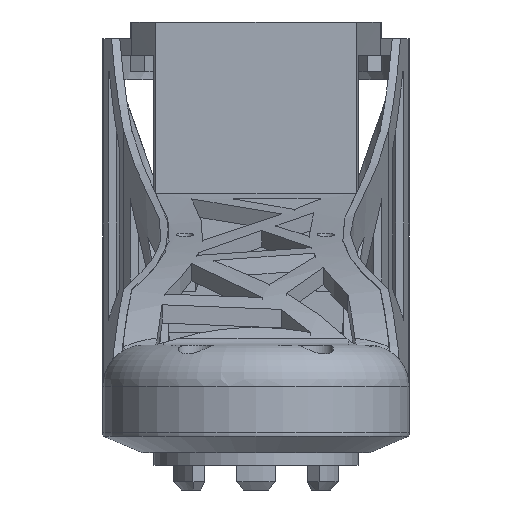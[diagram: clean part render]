
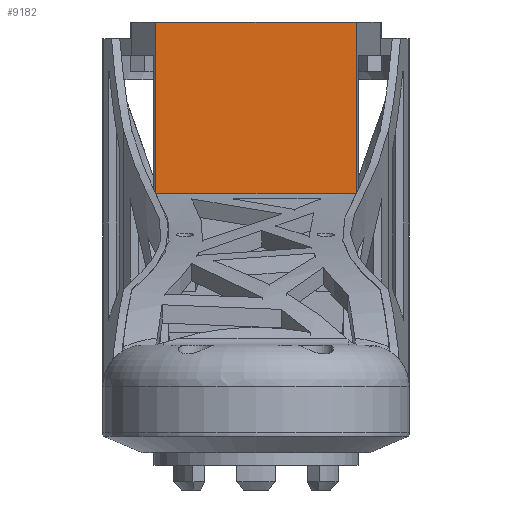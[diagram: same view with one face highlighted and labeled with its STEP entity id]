
A CAD part, front view. The second image highlights one B-rep face of the part: STEP entity #9182.
In plain terms, the highlighted planar face has unit normal (0, -1, 0).
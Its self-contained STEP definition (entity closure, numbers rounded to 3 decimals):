
#499 = CARTESIAN_POINT ( 'NONE',  ( 16.714, 99., 29.613 ) ) ;
#709 = LINE ( 'NONE', #18253, #16827 ) ;
#1547 = CARTESIAN_POINT ( 'NONE',  ( 16.714, 99., 5.387 ) ) ;
#2045 = CARTESIAN_POINT ( 'NONE',  ( 40., 99., 29.613 ) ) ;
#2106 = VERTEX_POINT ( 'NONE', #17054 ) ;
#2203 = VERTEX_POINT ( 'NONE', #499 ) ;
#3440 = VECTOR ( 'NONE', #14559, 1000. ) ;
#5578 = DIRECTION ( 'NONE',  ( 0., 1., 0. ) ) ;
#6589 = EDGE_CURVE ( 'NONE', #2106, #2203, #12568, .T. ) ;
#7616 = FACE_OUTER_BOUND ( 'NONE', #16371, .T. ) ;
#7844 = VERTEX_POINT ( 'NONE', #14496 ) ;
#8583 = VECTOR ( 'NONE', #10363, 1000. ) ;
#9016 = ORIENTED_EDGE ( 'NONE', *, *, #13514, .F. ) ;
#9182 = ADVANCED_FACE ( 'NONE', ( #7616 ), #21577, .F. ) ;
#10266 = EDGE_CURVE ( 'NONE', #22015, #7844, #12060, .T. ) ;
#10363 = DIRECTION ( 'NONE',  ( -1., 0., 0. ) ) ;
#10434 = AXIS2_PLACEMENT_3D ( 'NONE', #19878, #5578, #21240 ) ;
#12060 = LINE ( 'NONE', #18996, #8583 ) ;
#12568 = LINE ( 'NONE', #2045, #18302 ) ;
#13205 = EDGE_CURVE ( 'NONE', #7844, #2106, #709, .T. ) ;
#13514 = EDGE_CURVE ( 'NONE', #2203, #22015, #17636, .T. ) ;
#14496 = CARTESIAN_POINT ( 'NONE',  ( -4., 99., 5.387 ) ) ;
#14559 = DIRECTION ( 'NONE',  ( 0., 0., -1. ) ) ;
#14617 = DIRECTION ( 'NONE',  ( 0., 0., 1. ) ) ;
#14675 = CARTESIAN_POINT ( 'NONE',  ( 16.714, 99., 35. ) ) ;
#15029 = ORIENTED_EDGE ( 'NONE', *, *, #10266, .F. ) ;
#15627 = DIRECTION ( 'NONE',  ( 1., 0., 0. ) ) ;
#16371 = EDGE_LOOP ( 'NONE', ( #15029, #9016, #22438, #18752 ) ) ;
#16827 = VECTOR ( 'NONE', #14617, 1000. ) ;
#17054 = CARTESIAN_POINT ( 'NONE',  ( -4., 99., 29.613 ) ) ;
#17636 = LINE ( 'NONE', #14675, #3440 ) ;
#18253 = CARTESIAN_POINT ( 'NONE',  ( -4., 99., 0. ) ) ;
#18302 = VECTOR ( 'NONE', #15627, 1000. ) ;
#18752 = ORIENTED_EDGE ( 'NONE', *, *, #13205, .F. ) ;
#18996 = CARTESIAN_POINT ( 'NONE',  ( 40., 99., 5.387 ) ) ;
#19878 = CARTESIAN_POINT ( 'NONE',  ( 0., 99., 35. ) ) ;
#21240 = DIRECTION ( 'NONE',  ( 0., 0., 1. ) ) ;
#21577 = PLANE ( 'NONE',  #10434 ) ;
#22015 = VERTEX_POINT ( 'NONE', #1547 ) ;
#22438 = ORIENTED_EDGE ( 'NONE', *, *, #6589, .F. ) ;
